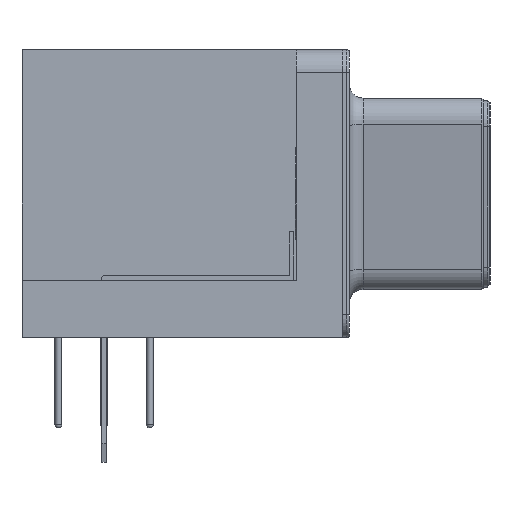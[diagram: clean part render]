
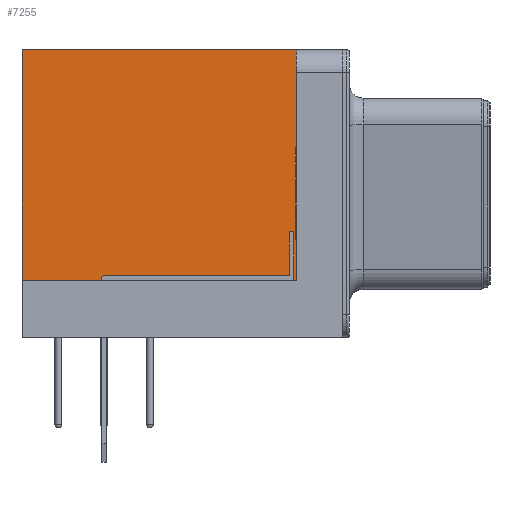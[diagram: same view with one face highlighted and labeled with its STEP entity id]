
A CAD part, left-side view. The second image highlights one B-rep face of the part: STEP entity #7255.
In plain terms, the highlighted planar face has unit normal (-1, 0, 0).
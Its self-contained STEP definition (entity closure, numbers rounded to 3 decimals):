
#5223 = VERTEX_POINT('',#5224);
#5224 = CARTESIAN_POINT('',(-36.508,1.58,12.5));
#5230 = EDGE_CURVE('',#5231,#5223,#5233,.T.);
#5231 = VERTEX_POINT('',#5232);
#5232 = CARTESIAN_POINT('',(-36.508,-10.31,12.5));
#5233 = LINE('',#5234,#5235);
#5234 = CARTESIAN_POINT('',(-36.508,-11.31,12.5));
#5235 = VECTOR('',#5236,1.);
#5236 = DIRECTION('',(0.,1.,0.));
#5723 = EDGE_CURVE('',#5724,#5223,#5726,.T.);
#5724 = VERTEX_POINT('',#5725);
#5725 = CARTESIAN_POINT('',(-36.508,1.58,2.5));
#5726 = LINE('',#5727,#5728);
#5727 = CARTESIAN_POINT('',(-36.508,1.58,4.375));
#5728 = VECTOR('',#5729,1.);
#5729 = DIRECTION('',(0.,0.,1.));
#7167 = VERTEX_POINT('',#7168);
#7168 = CARTESIAN_POINT('',(-36.508,-10.31,2.5));
#7174 = EDGE_CURVE('',#7167,#5231,#7175,.T.);
#7175 = LINE('',#7176,#7177);
#7176 = CARTESIAN_POINT('',(-36.508,-10.31,2.5));
#7177 = VECTOR('',#7178,1.);
#7178 = DIRECTION('',(0.,0.,1.));
#7204 = EDGE_CURVE('',#7167,#5724,#7205,.T.);
#7205 = LINE('',#7206,#7207);
#7206 = CARTESIAN_POINT('',(-36.508,-10.31,2.5));
#7207 = VECTOR('',#7208,1.);
#7208 = DIRECTION('',(0.,1.,0.));
#7255 = ADVANCED_FACE('',(#7256),#7262,.F.);
#7256 = FACE_BOUND('',#7257,.F.);
#7257 = EDGE_LOOP('',(#7258,#7259,#7260,#7261));
#7258 = ORIENTED_EDGE('',*,*,#7174,.F.);
#7259 = ORIENTED_EDGE('',*,*,#7204,.T.);
#7260 = ORIENTED_EDGE('',*,*,#5723,.T.);
#7261 = ORIENTED_EDGE('',*,*,#5230,.F.);
#7262 = PLANE('',#7263);
#7263 = AXIS2_PLACEMENT_3D('',#7264,#7265,#7266);
#7264 = CARTESIAN_POINT('',(-36.508,-10.31,2.5));
#7265 = DIRECTION('',(1.,0.,0.));
#7266 = DIRECTION('',(0.,0.,1.));
